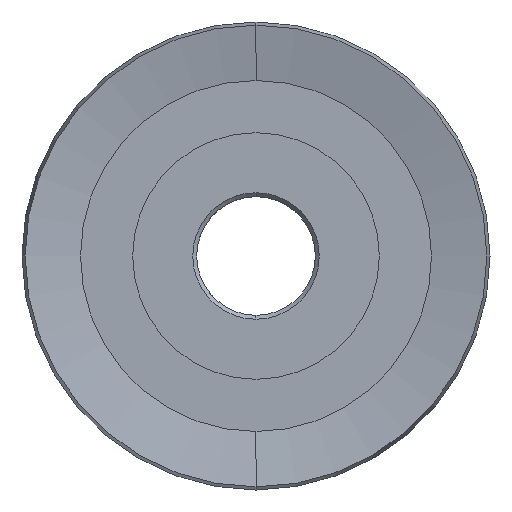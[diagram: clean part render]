
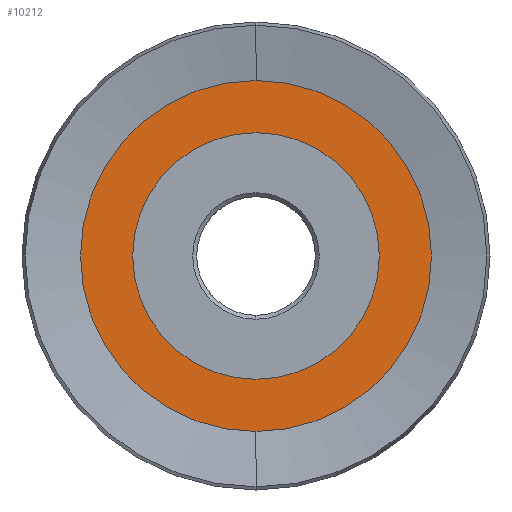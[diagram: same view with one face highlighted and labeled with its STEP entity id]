
A CAD part, left-side view. The second image highlights one B-rep face of the part: STEP entity #10212.
In plain terms, the highlighted planar face has unit normal (-1, 0, 0).
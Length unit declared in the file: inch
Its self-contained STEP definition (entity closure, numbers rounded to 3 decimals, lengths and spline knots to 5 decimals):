
#562 = VERTEX_POINT ( 'NONE', #4818 ) ;
#565 = CARTESIAN_POINT ( 'NONE',  ( -0.2875, 0., -0.2775 ) ) ;
#769 = DIRECTION ( 'NONE',  ( 0., 0., 1. ) ) ;
#885 = ORIENTED_EDGE ( 'NONE', *, *, #6135, .T. ) ;
#907 = EDGE_LOOP ( 'NONE', ( #885, #8318 ) ) ;
#957 = CIRCLE ( 'NONE', #3408, 0.2775 ) ;
#1223 = EDGE_CURVE ( 'NONE', #8485, #562, #10599, .T. ) ;
#1725 = AXIS2_PLACEMENT_3D ( 'NONE', #11387, #6094, #769 ) ;
#1917 = DIRECTION ( 'NONE',  ( -1., 0., 0. ) ) ;
#1967 = DIRECTION ( 'NONE',  ( -1., 0., 0. ) ) ;
#2024 = CARTESIAN_POINT ( 'NONE',  ( -0.2875, 0., 0. ) ) ;
#2099 = VERTEX_POINT ( 'NONE', #8117 ) ;
#2750 = PLANE ( 'NONE',  #4100 ) ;
#2887 = DIRECTION ( 'NONE',  ( 0., 0., 1. ) ) ;
#3408 = AXIS2_PLACEMENT_3D ( 'NONE', #2024, #8210, #2887 ) ;
#3938 = ORIENTED_EDGE ( 'NONE', *, *, #7528, .F. ) ;
#4094 = EDGE_CURVE ( 'NONE', #2099, #8770, #8226, .T. ) ;
#4100 = AXIS2_PLACEMENT_3D ( 'NONE', #5426, #1917, #8106 ) ;
#4243 = CIRCLE ( 'NONE', #5669, 0.195 ) ;
#4818 = CARTESIAN_POINT ( 'NONE',  ( -0.2875, 0., 0.2775 ) ) ;
#4961 = AXIS2_PLACEMENT_3D ( 'NONE', #7267, #1967, #8159 ) ;
#5223 = DIRECTION ( 'NONE',  ( -1., 0., 0. ) ) ;
#5426 = CARTESIAN_POINT ( 'NONE',  ( -0.2875, 0.2775, 0. ) ) ;
#5669 = AXIS2_PLACEMENT_3D ( 'NONE', #10540, #5223, #11429 ) ;
#6094 = DIRECTION ( 'NONE',  ( -1., 0., 0. ) ) ;
#6135 = EDGE_CURVE ( 'NONE', #562, #8485, #957, .T. ) ;
#7257 = ORIENTED_EDGE ( 'NONE', *, *, #4094, .F. ) ;
#7267 = CARTESIAN_POINT ( 'NONE',  ( -0.2875, 0., 0. ) ) ;
#7528 = EDGE_CURVE ( 'NONE', #8770, #2099, #4243, .T. ) ;
#7677 = FACE_OUTER_BOUND ( 'NONE', #907, .T. ) ;
#8106 = DIRECTION ( 'NONE',  ( 0., 0., 1. ) ) ;
#8117 = CARTESIAN_POINT ( 'NONE',  ( -0.2875, 0., -0.195 ) ) ;
#8159 = DIRECTION ( 'NONE',  ( 0., 0., 1. ) ) ;
#8210 = DIRECTION ( 'NONE',  ( -1., 0., 0. ) ) ;
#8226 = CIRCLE ( 'NONE', #4961, 0.195 ) ;
#8318 = ORIENTED_EDGE ( 'NONE', *, *, #1223, .T. ) ;
#8485 = VERTEX_POINT ( 'NONE', #565 ) ;
#8770 = VERTEX_POINT ( 'NONE', #9414 ) ;
#9414 = CARTESIAN_POINT ( 'NONE',  ( -0.2875, 0., 0.195 ) ) ;
#9775 = FACE_BOUND ( 'NONE', #11481, .T. ) ;
#10212 = ADVANCED_FACE ( 'NONE', ( #7677, #9775 ), #2750, .T. ) ;
#10540 = CARTESIAN_POINT ( 'NONE',  ( -0.2875, 0., 0. ) ) ;
#10599 = CIRCLE ( 'NONE', #1725, 0.2775 ) ;
#11387 = CARTESIAN_POINT ( 'NONE',  ( -0.2875, 0., 0. ) ) ;
#11429 = DIRECTION ( 'NONE',  ( 0., 0., 1. ) ) ;
#11481 = EDGE_LOOP ( 'NONE', ( #3938, #7257 ) ) ;
